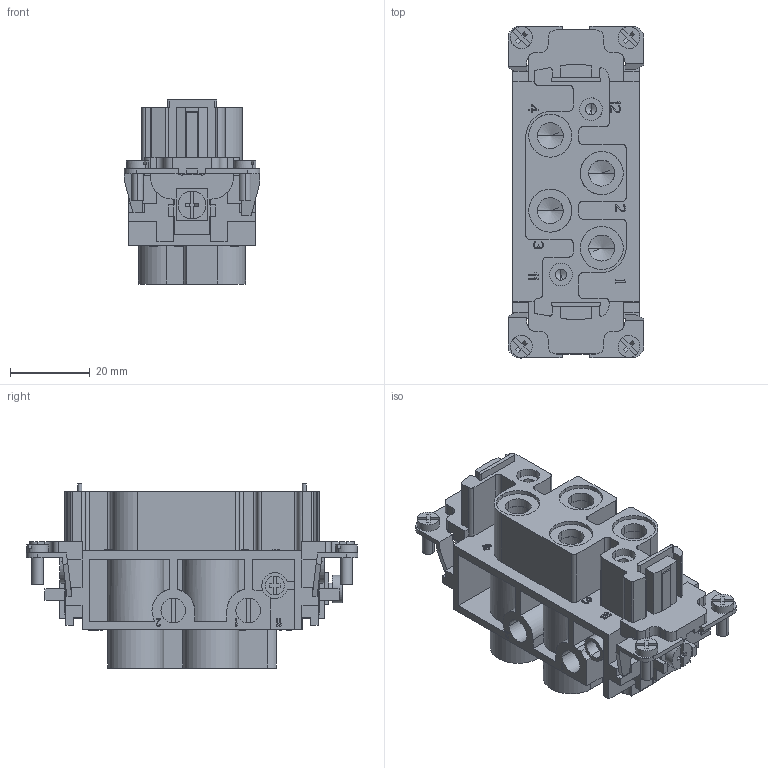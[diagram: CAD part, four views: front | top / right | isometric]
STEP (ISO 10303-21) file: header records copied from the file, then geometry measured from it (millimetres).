
FILE_DESCRIPTION(('Creo Elements/Direct Modeling STEP Export'),'2;1');
FILE_NAME('model.stp','2020-03-25T13:27:07',(''),(''),'Creo Elements/Direct Modeling STEP processor for AP214 (Solid Model)','Creo Elements/Direct Modeling 20.1A 29-Sep-2018 (C) Parametric Technology GmbH','');
FILE_SCHEMA(('AUTOMOTIVE_DESIGN { 1 0 10303 214 1 1 1 1 }'));
Length unit declared in the file: millimetre
Products named in the file (2): HC_K_4_2_EBUS-select
Assembly tree (1 placements, depth 2):
  HC_K_4_2_EBUS-select
    HC_K_4_2_EBUS-select
Bounding box: 34 x 83.3 x 46.2 mm (x, y, z)
Volume: 44590.9 mm3; surface area: 28109.1 mm2
Topology: 1 solids, 1 shells, 1228 faces, 3527 edges, 2343 vertices
Faces by surface type: plane 984, cylinder 196, cone 24, bspline 14, extrusion 10
Entity records: 50587 total; most frequent: CARTESIAN_POINT 8838, ORIENTED_EDGE 7018, DIRECTION 5982, EDGE_CURVE 3509, VECTOR 2916, LINE 2906, VERTEX_POINT 2343, AXIS2_PLACEMENT_3D 1533
